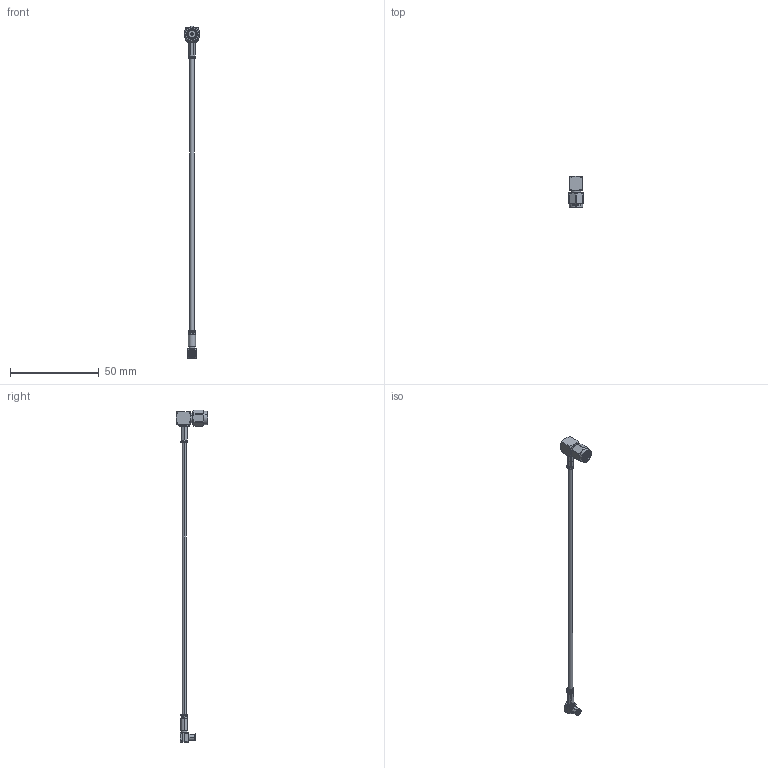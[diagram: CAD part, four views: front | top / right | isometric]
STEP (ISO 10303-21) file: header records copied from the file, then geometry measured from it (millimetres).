
FILE_DESCRIPTION (( 'STEP AP214' ), '1' );
FILE_NAME ('PE3W10654.step', '2021-04-29T22:10:00', ( '' ), ( '' ), 'SwSTEP 2.0', 'SolidWorks 2020', '' );
FILE_SCHEMA (( 'AUTOMOTIVE_DESIGN' ));
Length unit declared in the file: inch
Products named in the file (4): RG316U^PE3W10654_RG316; PE3W10654; PE45144^PE3W10654_Crimped; PE4553^PE3W10654_Crimped
Assembly tree (3 placements, depth 2):
  PE3W10654
    RG316U^PE3W10654_RG316
    PE45144^PE3W10654_Crimped
    PE4553^PE3W10654_Crimped
Bounding box: 7.94 x 17.5 x 186.6 mm (x, y, z)
Volume: 1921.9 mm3; surface area: 3194 mm2
Topology: 8 solids, 8 shells, 359 faces, 914 edges, 593 vertices
Faces by surface type: cylinder 144, plane 138, cone 60, bspline 13, torus 4
Entity records: 16497 total; most frequent: CARTESIAN_POINT 7845, ORIENTED_EDGE 1828, DIRECTION 1577, EDGE_CURVE 914, AXIS2_PLACEMENT_3D 619, VERTEX_POINT 593, EDGE_LOOP 387, FACE_OUTER_BOUND 359
